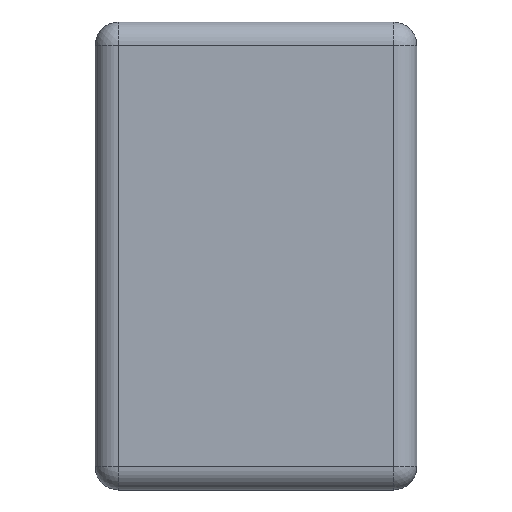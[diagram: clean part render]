
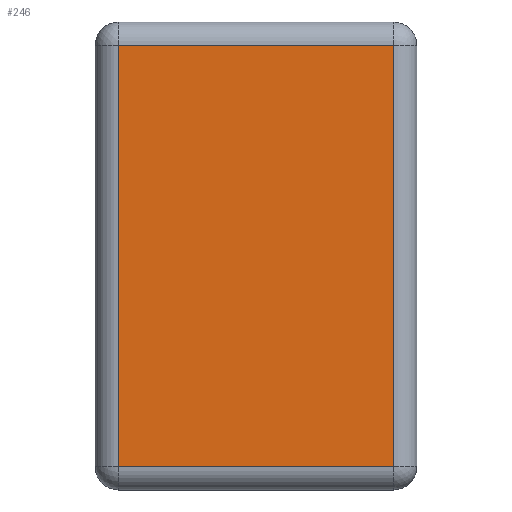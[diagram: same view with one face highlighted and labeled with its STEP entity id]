
A CAD part, left-side view. The second image highlights one B-rep face of the part: STEP entity #246.
In plain terms, the highlighted planar face has unit normal (-1, 0, 0).
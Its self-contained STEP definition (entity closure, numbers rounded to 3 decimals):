
#17=DIRECTION('',(0.,0.,1.));
#18=VECTOR('',#17,1.44);
#19=CARTESIAN_POINT('',(-1.6,1.02,-0.72));
#20=LINE('',#19,#18);
#21=DIRECTION('',(0.,-1.,0.));
#22=VECTOR('',#21,0.94);
#23=CARTESIAN_POINT('',(-1.6,1.02,0.72));
#24=LINE('',#23,#22);
#25=DIRECTION('',(0.,0.,-1.));
#26=VECTOR('',#25,1.44);
#27=CARTESIAN_POINT('',(-1.6,0.08,0.72));
#28=LINE('',#27,#26);
#29=DIRECTION('',(0.,-1.,0.));
#30=VECTOR('',#29,0.94);
#31=CARTESIAN_POINT('',(-1.6,1.02,-0.72));
#32=LINE('',#31,#30);
#161=CARTESIAN_POINT('',(-1.6,1.02,-0.72));
#162=CARTESIAN_POINT('',(-1.6,1.02,0.72));
#163=VERTEX_POINT('',#161);
#164=VERTEX_POINT('',#162);
#177=CARTESIAN_POINT('',(-1.6,0.08,0.72));
#178=VERTEX_POINT('',#177);
#185=CARTESIAN_POINT('',(-1.6,0.08,-0.72));
#186=VERTEX_POINT('',#185);
#232=CARTESIAN_POINT('',(-1.6,0.,-0.8));
#233=DIRECTION('',(-1.,0.,0.));
#234=DIRECTION('',(0.,0.,1.));
#235=AXIS2_PLACEMENT_3D('',#232,#233,#234);
#236=PLANE('',#235);
#238=ORIENTED_EDGE('',*,*,#237,.T.);
#240=ORIENTED_EDGE('',*,*,#239,.T.);
#242=ORIENTED_EDGE('',*,*,#241,.T.);
#243=ORIENTED_EDGE('',*,*,#222,.F.);
#244=EDGE_LOOP('',(#238,#240,#242,#243));
#245=FACE_OUTER_BOUND('',#244,.F.);
#222=EDGE_CURVE('',#163,#186,#32,.T.);
#237=EDGE_CURVE('',#163,#164,#20,.T.);
#239=EDGE_CURVE('',#164,#178,#24,.T.);
#241=EDGE_CURVE('',#178,#186,#28,.T.);
#246=ADVANCED_FACE('',(#245),#236,.T.);
